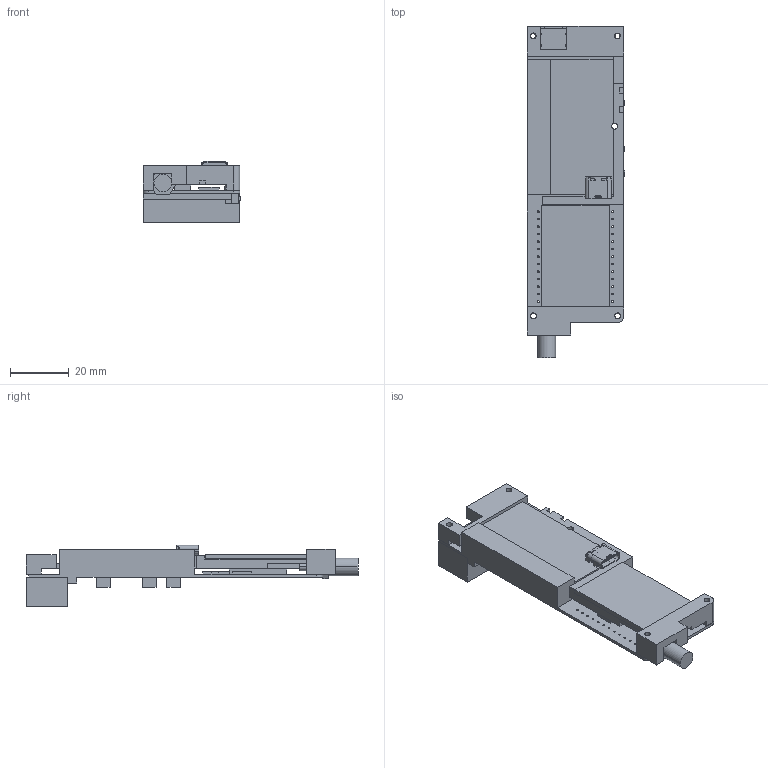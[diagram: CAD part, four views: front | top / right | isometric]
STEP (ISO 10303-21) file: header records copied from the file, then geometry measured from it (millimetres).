
FILE_DESCRIPTION((''),'2;1');
FILE_NAME('3D_FILE-1105_ASM','2025-11-05T14:32:45',('HR'),(''),'CREO PARAMETRIC BY PTC INC, 2020053','CREO PARAMETRIC BY PTC INC, 2020053','');
FILE_SCHEMA(('AUTOMOTIVE_DESIGN { 1 0 10303 214 1 1 1 1 }'));
Length unit declared in the file: millimetre
Products named in the file (51): 0-PCB_16_1; 0-PMMA_59_1; 0-TP_7_1; 0-TX_4_1; PRT0001_5_1; 0-ALL_ASM_156_ASM_1_ASM; COMPOUND-2617_1_1_1_1_1_-1523_2; COMPOUND-2617_2_1_1_1_1_-1587_2; COMPOUND-2617_3_1_1_1_1_-1591_2; COMPOUND-2617_4_1_1_1_1_-1600_2; COMPOUND-2617_5_1_1_1_1_-1607_2; COMPOUND-2617_6_1_1_1_1_-1616_2; COMPOUND-2617_7_1_1_1_1_-1624_2; COMPOUND-2617_8_1_1_1_1_-1631_2; COMPOUND-2617_9_1_1_1_1_-1644_2; COMPOUND-2617_10_1_1_1_1-1657_2; COMPOUND-2617_11_1_1_1_1-1666_2; COMPOUND-2617_12_1_1_1_1-1673_2; COMPOUND-2617_13_1_1_1_1-1681_2; COMPOUND-2617_14_1_1_1_1-1690_2; COMPOUND-2617_15_1_1_1_1-1710_2; COMPOUND-2617_ASM_1_ASM_1_ASM_4_ASM; USB-C-SMD_TYPE-C-6PIN-2MD-073_3_ASM; USB1_ASM_1_ASM_1_ASM_1_ASM_1__3_ASM; ASM0001_ASM_1_ASM_1_ASM_1_ASM_3_ASM; USB-1_ASM_1_ASM_1_ASM_1_ASM_1_ASM; USB-1_ASM_1_ASM; 3D_FILE_ASM_1_ASM; PRT0001; COMPOUND-2617_1_1_1_1_1_-1523_1; COMPOUND-2617_2_1_1_1_1_-1587_1; COMPOUND-2617_3_1_1_1_1_-1591_1; COMPOUND-2617_4_1_1_1_1_-1600_1; COMPOUND-2617_5_1_1_1_1_-1607_1; COMPOUND-2617_6_1_1_1_1_-1616_1; COMPOUND-2617_7_1_1_1_1_-1624_1; COMPOUND-2617_8_1_1_1_1_-1631_1; COMPOUND-2617_9_1_1_1_1_-1644_1; COMPOUND-2617_10_1_1_1_1-1657_1; COMPOUND-2617_11_1_1_1_1-1666_1 ...
Assembly tree (50 placements, depth 9):
  3D_FILE-1105_ASM
    3D_FILE_ASM_1_ASM
      0-ALL_ASM_156_ASM_1_ASM
        0-PCB_16_1
        0-PMMA_59_1
        0-TP_7_1
        0-TX_4_1
        PRT0001_5_1
      USB-1_ASM_1_ASM
        USB-1_ASM_1_ASM_1_ASM_1_ASM_1_ASM
          ASM0001_ASM_1_ASM_1_ASM_1_ASM_3_ASM
            USB1_ASM_1_ASM_1_ASM_1_ASM_1__3_ASM
              USB-C-SMD_TYPE-C-6PIN-2MD-073_3_ASM
                COMPOUND-2617_ASM_1_ASM_1_ASM_4_ASM
                  COMPOUND-2617_1_1_1_1_1_-1523_2
                  COMPOUND-2617_2_1_1_1_1_-1587_2
                  COMPOUND-2617_3_1_1_1_1_-1591_2
                  COMPOUND-2617_4_1_1_1_1_-1600_2
                  COMPOUND-2617_5_1_1_1_1_-1607_2
                  COMPOUND-2617_6_1_1_1_1_-1616_2
                  COMPOUND-2617_7_1_1_1_1_-1624_2
                  COMPOUND-2617_8_1_1_1_1_-1631_2
                  COMPOUND-2617_9_1_1_1_1_-1644_2
                  COMPOUND-2617_10_1_1_1_1-1657_2
                  COMPOUND-2617_11_1_1_1_1-1666_2
                  COMPOUND-2617_12_1_1_1_1-1673_2
                  COMPOUND-2617_13_1_1_1_1-1681_2
                  COMPOUND-2617_14_1_1_1_1-1690_2
                  COMPOUND-2617_15_1_1_1_1-1710_2
    PRT0001
    USB-1_ASM
      USB-1_ASM_1_ASM_1_ASM_1_ASM
        ASM0001_ASM_1_ASM_1_ASM_1_ASM_1_ASM
          USB1_ASM_1_ASM_1_ASM_1_ASM_1__1_ASM
            USB-C-SMD_TYPE-C-6PIN-2MD-073_1_ASM
              COMPOUND-2617_ASM_1_ASM_1_ASM_1_ASM
                COMPOUND-2617_1_1_1_1_1_-1523_1
                COMPOUND-2617_2_1_1_1_1_-1587_1
                COMPOUND-2617_3_1_1_1_1_-1591_1
                COMPOUND-2617_4_1_1_1_1_-1600_1
                COMPOUND-2617_5_1_1_1_1_-1607_1
                COMPOUND-2617_6_1_1_1_1_-1616_1
                COMPOUND-2617_7_1_1_1_1_-1624_1
                COMPOUND-2617_8_1_1_1_1_-1631_1
                COMPOUND-2617_9_1_1_1_1_-1644_1
                COMPOUND-2617_10_1_1_1_1-1657_1
                COMPOUND-2617_11_1_1_1_1-1666_1
                COMPOUND-2617_12_1_1_1_1-1673_1
                COMPOUND-2617_13_1_1_1_1-1681_1
                COMPOUND-2617_14_1_1_1_1-1690_1
                COMPOUND-2617_15_1_1_1_1-1710_1
Bounding box: 33.27 x 112.95 x 20.81 mm (x, y, z)
Volume: 20027.9 mm3; surface area: 20939.8 mm2
Topology: 35 solids, 35 shells, 1359 faces, 3764 edges, 2497 vertices
Faces by surface type: plane 863, cylinder 263, extrusion 216, cone 16, torus 1
Entity records: 65211 total; most frequent: CARTESIAN_POINT 10993, ORIENTED_EDGE 7528, DIRECTION 6631, PRESENTATION_STYLE_ASSIGNMENT 4632, STYLED_ITEM 3904, CURVE_STYLE 3871, EDGE_CURVE 3764, VECTOR 2969
